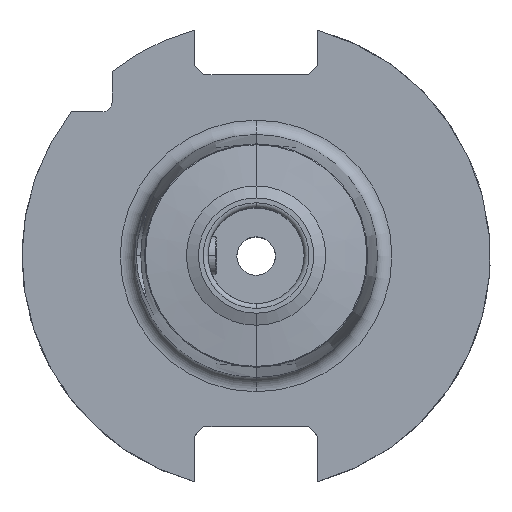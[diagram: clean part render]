
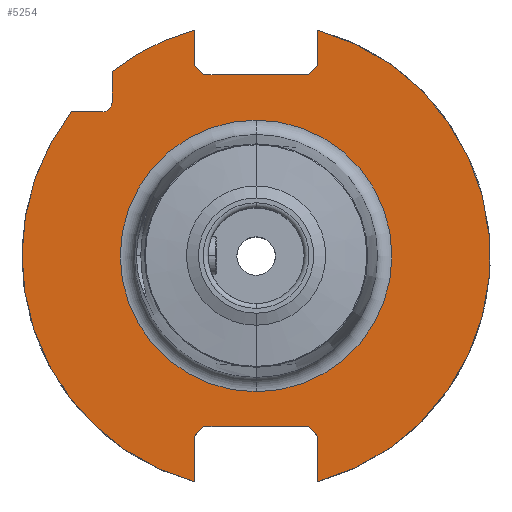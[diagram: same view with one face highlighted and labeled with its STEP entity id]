
A CAD part, top view. The second image highlights one B-rep face of the part: STEP entity #5254.
In plain terms, the highlighted planar face has unit normal (0, 0, 1).
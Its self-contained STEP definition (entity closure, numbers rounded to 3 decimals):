
#337=CARTESIAN_POINT('',(0.,0.,19.1));
#338=DIRECTION('',(0.,0.,-1.));
#339=DIRECTION('',(0.,-1.,0.));
#340=AXIS2_PLACEMENT_3D('',#337,#338,#339);
#353=CARTESIAN_POINT('',(0.,0.,19.1));
#354=DIRECTION('',(0.,0.,1.));
#355=DIRECTION('',(0.,-1.,0.));
#356=AXIS2_PLACEMENT_3D('',#353,#354,#355);
#369=DIRECTION('',(0.707,0.707,0.));
#370=VECTOR('',#369,2.828);
#371=CARTESIAN_POINT('',(10.85,37.7,19.1));
#372=LINE('',#371,#370);
#376=DIRECTION('',(0.,-1.,0.));
#377=VECTOR('',#376,7.326);
#378=CARTESIAN_POINT('',(12.85,47.026,19.1));
#379=LINE('',#378,#377);
#383=DIRECTION('',(0.,1.,0.));
#384=VECTOR('',#383,9.526);
#385=CARTESIAN_POINT('',(12.85,-47.026,19.1));
#386=LINE('',#385,#384);
#390=DIRECTION('',(0.,-1.,0.));
#391=VECTOR('',#390,9.526);
#392=CARTESIAN_POINT('',(-12.85,-37.5,19.1));
#393=LINE('',#392,#391);
#397=DIRECTION('',(1.,0.,0.));
#398=VECTOR('',#397,6.426);
#399=CARTESIAN_POINT('',(-38.426,30.,19.1));
#400=LINE('',#399,#398);
#404=DIRECTION('',(0.,1.,0.));
#405=VECTOR('',#404,6.426);
#406=CARTESIAN_POINT('',(-30.,32.,19.1));
#407=LINE('',#406,#405);
#411=DIRECTION('',(0.,-1.,0.));
#412=VECTOR('',#411,7.326);
#413=CARTESIAN_POINT('',(-12.85,47.026,19.1));
#414=LINE('',#413,#412);
#418=DIRECTION('',(0.707,-0.707,0.));
#419=VECTOR('',#418,2.828);
#420=CARTESIAN_POINT('',(-12.85,39.7,19.1));
#421=LINE('',#420,#419);
#432=DIRECTION('',(1.,0.,0.));
#433=VECTOR('',#432,21.7);
#434=CARTESIAN_POINT('',(-10.85,37.7,19.1));
#435=LINE('',#434,#433);
#502=CARTESIAN_POINT('',(0.,0.,19.1));
#503=DIRECTION('',(0.,0.,1.));
#504=DIRECTION('',(-0.264,0.965,0.));
#505=AXIS2_PLACEMENT_3D('',#502,#503,#504);
#592=CARTESIAN_POINT('',(0.,0.,19.1));
#593=DIRECTION('',(0.,0.,1.));
#594=DIRECTION('',(0.264,-0.965,0.));
#595=AXIS2_PLACEMENT_3D('',#592,#593,#594);
#666=CARTESIAN_POINT('',(0.,0.,19.1));
#667=DIRECTION('',(0.,0.,1.));
#668=DIRECTION('',(-0.788,0.615,0.));
#669=AXIS2_PLACEMENT_3D('',#666,#667,#668);
#1634=CARTESIAN_POINT('',(-32.,32.,19.1));
#1635=DIRECTION('',(0.,0.,-1.));
#1636=DIRECTION('',(1.,0.,0.));
#1637=AXIS2_PLACEMENT_3D('',#1634,#1635,#1636);
#1890=DIRECTION('',(-0.707,0.707,0.));
#1891=VECTOR('',#1890,2.828);
#1892=CARTESIAN_POINT('',(12.85,-37.5,19.1));
#1893=LINE('',#1892,#1891);
#1904=DIRECTION('',(-1.,0.,0.));
#1905=VECTOR('',#1904,21.7);
#1906=CARTESIAN_POINT('',(10.85,-35.5,19.1));
#1907=LINE('',#1906,#1905);
#3756=DIRECTION('',(-0.707,-0.707,0.));
#3757=VECTOR('',#3756,2.828);
#3758=CARTESIAN_POINT('',(-10.85,-35.5,19.1));
#3759=LINE('',#3758,#3757);
#4627=CARTESIAN_POINT('',(0.,28.286,19.1));
#4628=VERTEX_POINT('',#4627);
#4637=CARTESIAN_POINT('',(0.,-28.286,19.1));
#4638=VERTEX_POINT('',#4637);
#4677=CARTESIAN_POINT('',(-30.,32.,19.1));
#4678=CARTESIAN_POINT('',(-32.,30.,19.1));
#4679=VERTEX_POINT('',#4677);
#4680=VERTEX_POINT('',#4678);
#4706=CARTESIAN_POINT('',(12.85,39.7,19.1));
#4708=VERTEX_POINT('',#4706);
#4709=CARTESIAN_POINT('',(-12.85,39.7,19.1));
#4711=VERTEX_POINT('',#4709);
#4761=CARTESIAN_POINT('',(-38.426,30.,19.1));
#4762=VERTEX_POINT('',#4761);
#4763=CARTESIAN_POINT('',(-30.,38.426,19.1));
#4764=VERTEX_POINT('',#4763);
#4791=CARTESIAN_POINT('',(12.85,47.026,19.1));
#4792=VERTEX_POINT('',#4791);
#4793=CARTESIAN_POINT('',(-12.85,47.026,19.1));
#4794=VERTEX_POINT('',#4793);
#4834=CARTESIAN_POINT('',(12.85,-47.026,19.1));
#4836=VERTEX_POINT('',#4834);
#4842=CARTESIAN_POINT('',(-12.85,-47.026,19.1));
#4844=VERTEX_POINT('',#4842);
#4923=CARTESIAN_POINT('',(-10.85,37.7,19.1));
#4924=CARTESIAN_POINT('',(10.85,37.7,19.1));
#4925=VERTEX_POINT('',#4923);
#4926=VERTEX_POINT('',#4924);
#4927=CARTESIAN_POINT('',(10.85,-35.5,19.1));
#4928=CARTESIAN_POINT('',(-10.85,-35.5,19.1));
#4929=VERTEX_POINT('',#4927);
#4930=VERTEX_POINT('',#4928);
#4935=CARTESIAN_POINT('',(12.85,-37.5,19.1));
#4936=VERTEX_POINT('',#4935);
#4937=CARTESIAN_POINT('',(-12.85,-37.5,19.1));
#4938=VERTEX_POINT('',#4937);
#5211=CARTESIAN_POINT('',(0.,0.,19.1));
#5212=DIRECTION('',(0.,0.,1.));
#5213=DIRECTION('',(0.,-1.,0.));
#5214=AXIS2_PLACEMENT_3D('',#5211,#5212,#5213);
#5215=PLANE('',#5214);
#5217=ORIENTED_EDGE('',*,*,#5216,.T.);
#5219=ORIENTED_EDGE('',*,*,#5218,.F.);
#5221=ORIENTED_EDGE('',*,*,#5220,.F.);
#5223=ORIENTED_EDGE('',*,*,#5222,.T.);
#5225=ORIENTED_EDGE('',*,*,#5224,.T.);
#5227=ORIENTED_EDGE('',*,*,#5226,.T.);
#5229=ORIENTED_EDGE('',*,*,#5228,.T.);
#5231=ORIENTED_EDGE('',*,*,#5230,.T.);
#5233=ORIENTED_EDGE('',*,*,#5232,.F.);
#5235=ORIENTED_EDGE('',*,*,#5234,.T.);
#5237=ORIENTED_EDGE('',*,*,#5236,.F.);
#5239=ORIENTED_EDGE('',*,*,#5238,.T.);
#5241=ORIENTED_EDGE('',*,*,#5240,.F.);
#5243=ORIENTED_EDGE('',*,*,#5242,.T.);
#5245=ORIENTED_EDGE('',*,*,#5244,.T.);
#5247=ORIENTED_EDGE('',*,*,#5246,.T.);
#5248=EDGE_LOOP('',(#5217,#5219,#5221,#5223,#5225,#5227,#5229,#5231,#5233,#5235,
#5237,#5239,#5241,#5243,#5245,#5247));
#5249=FACE_OUTER_BOUND('',#5248,.F.);
#5250=ORIENTED_EDGE('',*,*,#5193,.F.);
#5251=ORIENTED_EDGE('',*,*,#5204,.T.);
#5252=EDGE_LOOP('',(#5250,#5251));
#5253=FACE_BOUND('',#5252,.F.);
#341=CIRCLE('',#340,28.286);
#357=CIRCLE('',#356,28.286);
#506=CIRCLE('',#505,48.75);
#596=CIRCLE('',#595,48.75);
#670=CIRCLE('',#669,48.75);
#1638=CIRCLE('',#1637,2.);
#5193=EDGE_CURVE('',#4638,#4628,#341,.T.);
#5204=EDGE_CURVE('',#4638,#4628,#357,.T.);
#5216=EDGE_CURVE('',#4926,#4708,#372,.T.);
#5218=EDGE_CURVE('',#4792,#4708,#379,.T.);
#5220=EDGE_CURVE('',#4836,#4792,#596,.T.);
#5222=EDGE_CURVE('',#4836,#4936,#386,.T.);
#5224=EDGE_CURVE('',#4936,#4929,#1893,.T.);
#5226=EDGE_CURVE('',#4929,#4930,#1907,.T.);
#5228=EDGE_CURVE('',#4930,#4938,#3759,.T.);
#5230=EDGE_CURVE('',#4938,#4844,#393,.T.);
#5232=EDGE_CURVE('',#4762,#4844,#670,.T.);
#5234=EDGE_CURVE('',#4762,#4680,#400,.T.);
#5236=EDGE_CURVE('',#4679,#4680,#1638,.T.);
#5238=EDGE_CURVE('',#4679,#4764,#407,.T.);
#5240=EDGE_CURVE('',#4794,#4764,#506,.T.);
#5242=EDGE_CURVE('',#4794,#4711,#414,.T.);
#5244=EDGE_CURVE('',#4711,#4925,#421,.T.);
#5246=EDGE_CURVE('',#4925,#4926,#435,.T.);
#5254=ADVANCED_FACE('',(#5249,#5253),#5215,.T.);
